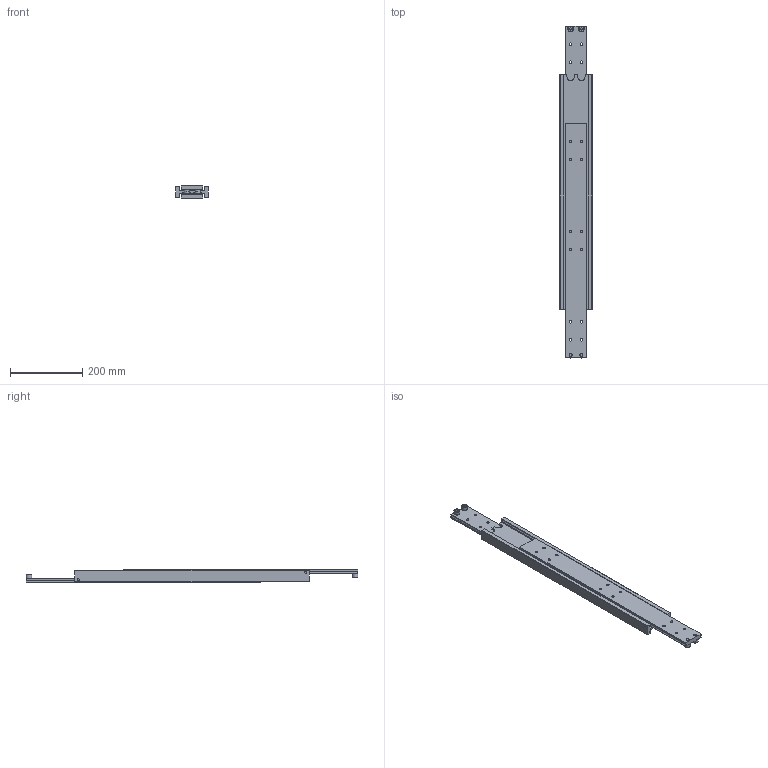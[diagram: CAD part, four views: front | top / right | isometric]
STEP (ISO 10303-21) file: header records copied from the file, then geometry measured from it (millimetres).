
FILE_DESCRIPTION(/* description */ ('SUPREME TR9036 -650/650 (36)'),/* implementation_level */ '2;1');
FILE_NAME(/* name */ '13890S10_01.stp',/* time_stamp */ '2023-06-23T10:43:09+02:00',/* author */ ('r.groen'),/* organization */ (''),/* preprocessor_version */ 'ST-DEVELOPER v18.1',/* originating_system */ 'Autodesk Inventor 2022',/* authorisation */ '');
FILE_SCHEMA (('AUTOMOTIVE_DESIGN { 1 0 10303 214 3 1 1 }'));
Length unit declared in the file: millimetre
Products named in the file (3): 13890S10; 13890S10_1; 13890S10_2
Assembly tree (3 placements, depth 2):
  13890S10
    13890S10_1
    13890S10_2  x2
Bounding box: 90 x 920 x 36 mm (x, y, z)
Volume: 1563915 mm3; surface area: 393665 mm2
Topology: 3 solids, 35 shells, 284 faces, 808 edges, 538 vertices
Faces by surface type: plane 90, cylinder 86, cone 72, torus 36
Full cylindrical faces by diameter (mm): 5 x4, 6 x2, 6.65 x24, 8.38 x36, 16 x4
Entity records: 5892 total; most frequent: CARTESIAN_POINT 1222, DIRECTION 1001, ORIENTED_EDGE 942, EDGE_CURVE 471, AXIS2_PLACEMENT_3D 387, VERTEX_POINT 314, LINE 227, VECTOR 227
